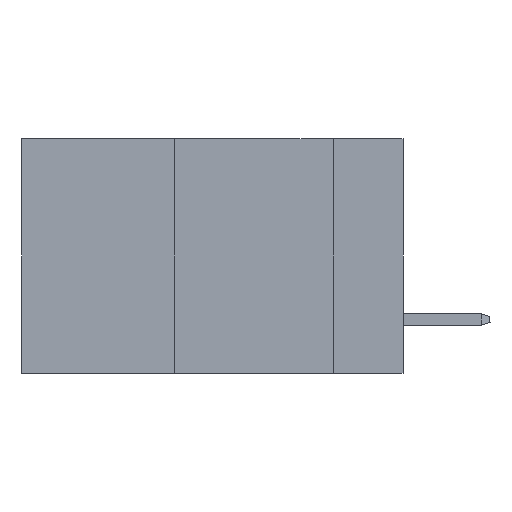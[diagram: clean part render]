
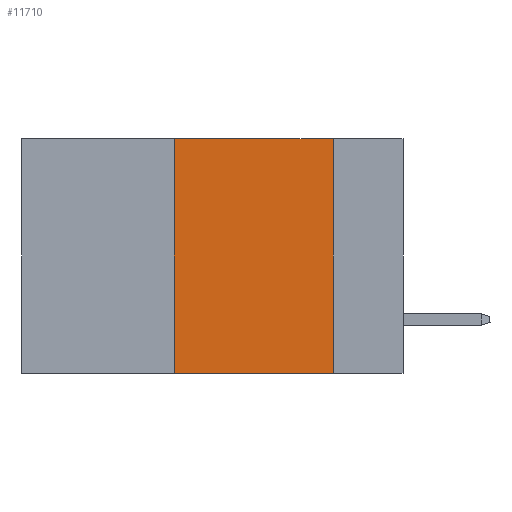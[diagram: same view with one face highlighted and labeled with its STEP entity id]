
A CAD part, left-side view. The second image highlights one B-rep face of the part: STEP entity #11710.
In plain terms, the highlighted planar face has unit normal (-1, 0, 0).
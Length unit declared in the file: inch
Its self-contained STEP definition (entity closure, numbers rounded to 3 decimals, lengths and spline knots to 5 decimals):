
#2923 = EDGE_CURVE ( 'NONE', #38710, #39525, #4136, .T. ) ;
#4136 = LINE ( 'NONE', #41248, #30902 ) ;
#5828 = EDGE_CURVE ( 'NONE', #28527, #30445, #8025, .T. ) ;
#6353 = VECTOR ( 'NONE', #6719, 39.37008 ) ;
#6719 = DIRECTION ( 'NONE',  ( 0., -1., 0. ) ) ;
#7708 = AXIS2_PLACEMENT_3D ( 'NONE', #40077, #23754, #10765 ) ;
#7857 = EDGE_CURVE ( 'NONE', #38710, #30445, #34815, .T. ) ;
#8025 = LINE ( 'NONE', #25133, #9531 ) ;
#9531 = VECTOR ( 'NONE', #15155, 39.37008 ) ;
#10765 = DIRECTION ( 'NONE',  ( 0., 0., -1. ) ) ;
#10836 = CARTESIAN_POINT ( 'NONE',  ( 0., 0.36, 0. ) ) ;
#10989 = FACE_OUTER_BOUND ( 'NONE', #23298, .T. ) ;
#11596 = DIRECTION ( 'NONE',  ( 0., -1., 0. ) ) ;
#11710 = ADVANCED_FACE ( 'NONE', ( #10989 ), #33326, .F. ) ;
#11816 = CARTESIAN_POINT ( 'NONE',  ( 0., 0.6, -0.37 ) ) ;
#15155 = DIRECTION ( 'NONE',  ( 0., 0., -1. ) ) ;
#16280 = CARTESIAN_POINT ( 'NONE',  ( 0., 0.6, 0. ) ) ;
#16489 = LINE ( 'NONE', #16280, #6353 ) ;
#17373 = DIRECTION ( 'NONE',  ( 0., 0., 1. ) ) ;
#18949 = ORIENTED_EDGE ( 'NONE', *, *, #28048, .F. ) ;
#20021 = VECTOR ( 'NONE', #11596, 39.37008 ) ;
#20749 = CARTESIAN_POINT ( 'NONE',  ( 0., 0.11, 0. ) ) ;
#23298 = EDGE_LOOP ( 'NONE', ( #34155, #18949, #31364, #39103 ) ) ;
#23754 = DIRECTION ( 'NONE',  ( 1., 0., 0. ) ) ;
#25133 = CARTESIAN_POINT ( 'NONE',  ( 0., 0.11, 0. ) ) ;
#28048 = EDGE_CURVE ( 'NONE', #39525, #28527, #16489, .T. ) ;
#28527 = VERTEX_POINT ( 'NONE', #20749 ) ;
#30445 = VERTEX_POINT ( 'NONE', #37436 ) ;
#30902 = VECTOR ( 'NONE', #17373, 39.37008 ) ;
#31364 = ORIENTED_EDGE ( 'NONE', *, *, #2923, .F. ) ;
#33326 = PLANE ( 'NONE',  #7708 ) ;
#34155 = ORIENTED_EDGE ( 'NONE', *, *, #5828, .F. ) ;
#34815 = LINE ( 'NONE', #11816, #20021 ) ;
#37436 = CARTESIAN_POINT ( 'NONE',  ( 0., 0.11, -0.37 ) ) ;
#37460 = CARTESIAN_POINT ( 'NONE',  ( 0., 0.36, -0.37 ) ) ;
#38710 = VERTEX_POINT ( 'NONE', #37460 ) ;
#39103 = ORIENTED_EDGE ( 'NONE', *, *, #7857, .T. ) ;
#39525 = VERTEX_POINT ( 'NONE', #10836 ) ;
#40077 = CARTESIAN_POINT ( 'NONE',  ( 0., 0.6, 0. ) ) ;
#41248 = CARTESIAN_POINT ( 'NONE',  ( 0., 0.36, 0. ) ) ;
